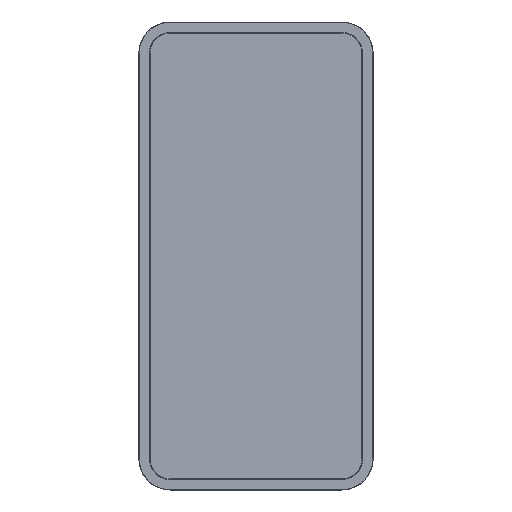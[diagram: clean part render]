
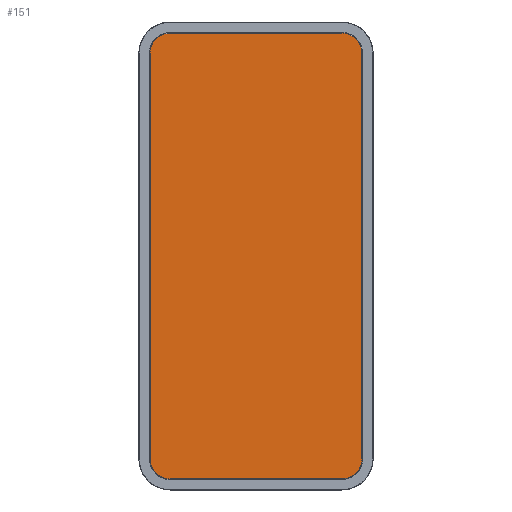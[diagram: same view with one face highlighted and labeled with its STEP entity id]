
A CAD part, front view. The second image highlights one B-rep face of the part: STEP entity #151.
In plain terms, the highlighted planar face has unit normal (0, -1, 0).
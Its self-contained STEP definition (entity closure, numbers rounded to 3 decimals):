
#151=ADVANCED_FACE('',(#243),#1338,.T.);
#243=FACE_OUTER_BOUND('',#335,.T.);
#335=EDGE_LOOP('',(#629,#630,#631,#632,#633,#634,#635,#636));
#629=ORIENTED_EDGE('',*,*,#926,.T.);
#630=ORIENTED_EDGE('',*,*,#897,.T.);
#631=ORIENTED_EDGE('',*,*,#927,.T.);
#632=ORIENTED_EDGE('',*,*,#898,.T.);
#633=ORIENTED_EDGE('',*,*,#921,.T.);
#634=ORIENTED_EDGE('',*,*,#899,.T.);
#635=ORIENTED_EDGE('',*,*,#919,.T.);
#636=ORIENTED_EDGE('',*,*,#900,.T.);
#897=EDGE_CURVE('',#1238,#1239,#1101,.T.);
#898=EDGE_CURVE('',#1240,#1241,#1102,.T.);
#899=EDGE_CURVE('',#1242,#1243,#1103,.T.);
#900=EDGE_CURVE('',#1244,#1237,#1104,.T.);
#919=EDGE_CURVE('',#1243,#1244,#1005,.T.);
#921=EDGE_CURVE('',#1241,#1242,#1006,.T.);
#926=EDGE_CURVE('',#1237,#1238,#1007,.T.);
#927=EDGE_CURVE('',#1239,#1240,#1008,.T.);
#1005=(
BOUNDED_CURVE()
B_SPLINE_CURVE(2,(#2871,#2872,#2873),.UNSPECIFIED.,.F.,.F.)
B_SPLINE_CURVE_WITH_KNOTS((3,3),(-61.261,0.),.UNSPECIFIED.)
CURVE()
GEOMETRIC_REPRESENTATION_ITEM()
RATIONAL_B_SPLINE_CURVE((1.,0.707,1.))
REPRESENTATION_ITEM('')
);
#1006=(
BOUNDED_CURVE()
B_SPLINE_CURVE(2,(#2876,#2877,#2878),.UNSPECIFIED.,.F.,.F.)
B_SPLINE_CURVE_WITH_KNOTS((3,3),(-61.261,0.),.UNSPECIFIED.)
CURVE()
GEOMETRIC_REPRESENTATION_ITEM()
RATIONAL_B_SPLINE_CURVE((1.,0.707,1.))
REPRESENTATION_ITEM('')
);
#1007=(
BOUNDED_CURVE()
B_SPLINE_CURVE(2,(#2887,#2888,#2889),.UNSPECIFIED.,.F.,.F.)
B_SPLINE_CURVE_WITH_KNOTS((3,3),(-61.261,0.),.UNSPECIFIED.)
CURVE()
GEOMETRIC_REPRESENTATION_ITEM()
RATIONAL_B_SPLINE_CURVE((1.,0.707,1.))
REPRESENTATION_ITEM('')
);
#1008=(
BOUNDED_CURVE()
B_SPLINE_CURVE(2,(#2890,#2891,#2892),.UNSPECIFIED.,.F.,.F.)
B_SPLINE_CURVE_WITH_KNOTS((3,3),(-61.261,0.),.UNSPECIFIED.)
CURVE()
GEOMETRIC_REPRESENTATION_ITEM()
RATIONAL_B_SPLINE_CURVE((1.,0.707,1.))
REPRESENTATION_ITEM('')
);
#1101=B_SPLINE_CURVE_WITH_KNOTS('',1,(#2823,#2824),.UNSPECIFIED.,.F.,.F.,
(2,2),(0.,780.),.UNSPECIFIED.);
#1102=B_SPLINE_CURVE_WITH_KNOTS('',1,(#2825,#2826),.UNSPECIFIED.,.F.,.F.,
(2,2),(0.,330.),.UNSPECIFIED.);
#1103=B_SPLINE_CURVE_WITH_KNOTS('',1,(#2827,#2828),.UNSPECIFIED.,.F.,.F.,
(2,2),(0.,780.),.UNSPECIFIED.);
#1104=B_SPLINE_CURVE_WITH_KNOTS('',1,(#2829,#2830),.UNSPECIFIED.,.F.,.F.,
(2,2),(0.,330.),.UNSPECIFIED.);
#1237=VERTEX_POINT('',#2751);
#1238=VERTEX_POINT('',#2752);
#1239=VERTEX_POINT('',#2753);
#1240=VERTEX_POINT('',#2754);
#1241=VERTEX_POINT('',#2755);
#1242=VERTEX_POINT('',#2756);
#1243=VERTEX_POINT('',#2757);
#1244=VERTEX_POINT('',#2758);
#1338=PLANE('',#1433);
#1433=AXIS2_PLACEMENT_3D('',#2581,#1511,$);
#1511=DIRECTION('',(0.,-1.,0.));
#2581=CARTESIAN_POINT('',(-244.8,-151.,-586.3));
#2751=CARTESIAN_POINT('',(-165.,-151.,357.5));
#2752=CARTESIAN_POINT('',(-204.,-151.,318.5));
#2753=CARTESIAN_POINT('',(-204.,-151.,-461.5));
#2754=CARTESIAN_POINT('',(-165.,-151.,-500.5));
#2755=CARTESIAN_POINT('',(165.,-151.,-500.5));
#2756=CARTESIAN_POINT('',(204.,-151.,-461.5));
#2757=CARTESIAN_POINT('',(204.,-151.,318.5));
#2758=CARTESIAN_POINT('',(165.,-151.,357.5));
#2823=CARTESIAN_POINT('',(-204.,-151.,318.5));
#2824=CARTESIAN_POINT('',(-204.,-151.,-461.5));
#2825=CARTESIAN_POINT('',(-165.,-151.,-500.5));
#2826=CARTESIAN_POINT('',(165.,-151.,-500.5));
#2827=CARTESIAN_POINT('',(204.,-151.,-461.5));
#2828=CARTESIAN_POINT('',(204.,-151.,318.5));
#2829=CARTESIAN_POINT('',(165.,-151.,357.5));
#2830=CARTESIAN_POINT('',(-165.,-151.,357.5));
#2871=CARTESIAN_POINT('',(204.,-151.,318.5));
#2872=CARTESIAN_POINT('',(204.,-151.,357.5));
#2873=CARTESIAN_POINT('',(165.,-151.,357.5));
#2876=CARTESIAN_POINT('',(165.,-151.,-500.5));
#2877=CARTESIAN_POINT('',(204.,-151.,-500.5));
#2878=CARTESIAN_POINT('',(204.,-151.,-461.5));
#2887=CARTESIAN_POINT('',(-165.,-151.,357.5));
#2888=CARTESIAN_POINT('',(-204.,-151.,357.5));
#2889=CARTESIAN_POINT('',(-204.,-151.,318.5));
#2890=CARTESIAN_POINT('',(-204.,-151.,-461.5));
#2891=CARTESIAN_POINT('',(-204.,-151.,-500.5));
#2892=CARTESIAN_POINT('',(-165.,-151.,-500.5));
